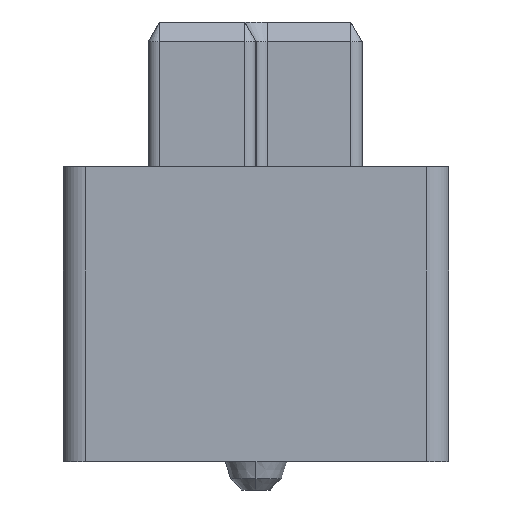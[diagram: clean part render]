
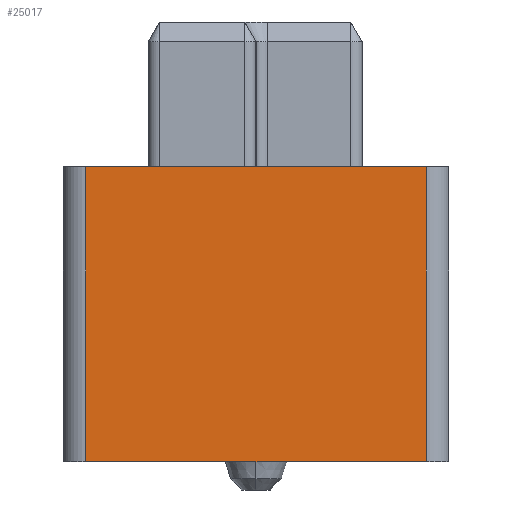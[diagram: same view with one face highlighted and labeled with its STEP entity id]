
A CAD part, left-side view. The second image highlights one B-rep face of the part: STEP entity #25017.
In plain terms, the highlighted planar face has unit normal (-1, 0, 0).
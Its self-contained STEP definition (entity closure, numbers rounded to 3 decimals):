
#134=DIRECTION('',(0.,0.,1.));
#135=VECTOR('',#134,5.2);
#136=CARTESIAN_POINT('',(-18.9,3.,-7.75));
#137=LINE('',#136,#135);
#138=DIRECTION('',(0.,0.,-1.));
#139=VECTOR('',#138,5.2);
#140=CARTESIAN_POINT('',(-18.9,-3.,-2.55));
#141=LINE('',#140,#139);
#142=DIRECTION('',(0.,1.,0.));
#143=VECTOR('',#142,6.);
#144=CARTESIAN_POINT('',(-18.9,-3.,-7.75));
#145=LINE('',#144,#143);
#156=DIRECTION('',(0.,1.,0.));
#157=VECTOR('',#156,6.);
#158=CARTESIAN_POINT('',(-18.9,-3.,-2.55));
#159=LINE('',#158,#157);
#23387=CARTESIAN_POINT('',(-18.9,3.,-2.55));
#23389=VERTEX_POINT('',#23387);
#23390=CARTESIAN_POINT('',(-18.9,3.,-7.75));
#23391=VERTEX_POINT('',#23390);
#23395=CARTESIAN_POINT('',(-18.9,-3.,-7.75));
#23397=VERTEX_POINT('',#23395);
#23398=CARTESIAN_POINT('',(-18.9,-3.,-2.55));
#23399=VERTEX_POINT('',#23398);
#25002=CARTESIAN_POINT('',(-18.9,0.,0.));
#25003=DIRECTION('',(1.,0.,0.));
#25004=DIRECTION('',(0.,1.,0.));
#25005=AXIS2_PLACEMENT_3D('',#25002,#25003,#25004);
#25006=PLANE('',#25005);
#25008=ORIENTED_EDGE('',*,*,#25007,.T.);
#25010=ORIENTED_EDGE('',*,*,#25009,.F.);
#25012=ORIENTED_EDGE('',*,*,#25011,.T.);
#25014=ORIENTED_EDGE('',*,*,#25013,.T.);
#25015=EDGE_LOOP('',(#25008,#25010,#25012,#25014));
#25016=FACE_OUTER_BOUND('',#25015,.F.);
#25007=EDGE_CURVE('',#23391,#23389,#137,.T.);
#25009=EDGE_CURVE('',#23399,#23389,#159,.T.);
#25011=EDGE_CURVE('',#23399,#23397,#141,.T.);
#25013=EDGE_CURVE('',#23397,#23391,#145,.T.);
#25017=ADVANCED_FACE('',(#25016),#25006,.F.);
